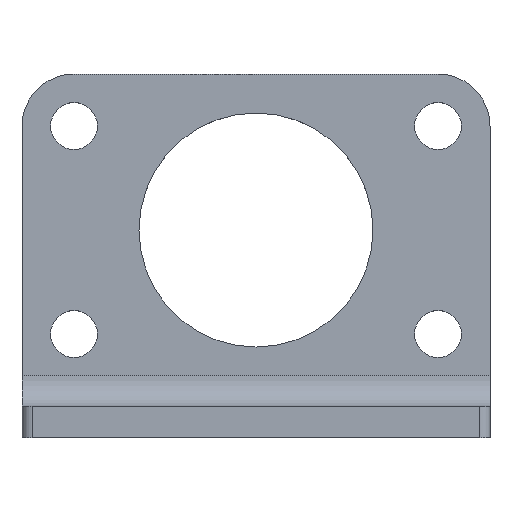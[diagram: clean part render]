
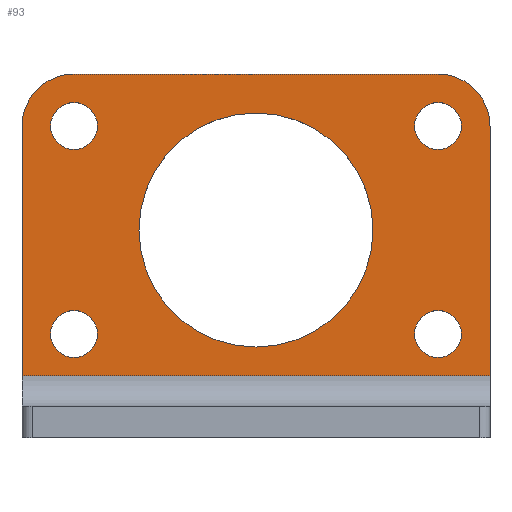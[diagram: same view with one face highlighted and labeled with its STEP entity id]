
A CAD part, top view. The second image highlights one B-rep face of the part: STEP entity #93.
In plain terms, the highlighted planar face has unit normal (0, 0, 1).
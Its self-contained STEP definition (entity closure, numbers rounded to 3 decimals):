
#93=ADVANCED_FACE('',(#142,#143,#144,#145,#146,#147),#148,.T.);
#142=FACE_BOUND('',#212,.T.);
#143=FACE_BOUND('',#213,.T.);
#144=FACE_BOUND('',#214,.T.);
#145=FACE_BOUND('',#215,.T.);
#146=FACE_BOUND('',#216,.T.);
#147=FACE_OUTER_BOUND('',#217,.T.);
#148=PLANE('',#218);
#212=EDGE_LOOP('',(#380,#381));
#213=EDGE_LOOP('',(#382,#383));
#214=EDGE_LOOP('',(#384,#385));
#215=EDGE_LOOP('',(#386,#387));
#216=EDGE_LOOP('',(#388,#389));
#217=EDGE_LOOP('',(#390,#391,#392,#393,#394,#395));
#218=AXIS2_PLACEMENT_3D('',#396,#397,#398);
#380=ORIENTED_EDGE('',*,*,#501,.T.);
#381=ORIENTED_EDGE('',*,*,#517,.T.);
#382=ORIENTED_EDGE('',*,*,#497,.T.);
#383=ORIENTED_EDGE('',*,*,#519,.T.);
#384=ORIENTED_EDGE('',*,*,#493,.T.);
#385=ORIENTED_EDGE('',*,*,#521,.T.);
#386=ORIENTED_EDGE('',*,*,#489,.T.);
#387=ORIENTED_EDGE('',*,*,#523,.T.);
#388=ORIENTED_EDGE('',*,*,#485,.T.);
#389=ORIENTED_EDGE('',*,*,#525,.T.);
#390=ORIENTED_EDGE('',*,*,#544,.T.);
#391=ORIENTED_EDGE('',*,*,#545,.T.);
#392=ORIENTED_EDGE('',*,*,#546,.T.);
#393=ORIENTED_EDGE('',*,*,#547,.T.);
#394=ORIENTED_EDGE('',*,*,#548,.F.);
#395=ORIENTED_EDGE('',*,*,#542,.T.);
#396=CARTESIAN_POINT('',(45.0,41.0,6.0));
#397=DIRECTION('',(0.,-0.0,1.0));
#398=DIRECTION('',(0.0,1.0,0.0));
#485=EDGE_CURVE('',#565,#562,#566,.T.);
#489=EDGE_CURVE('',#573,#570,#574,.T.);
#493=EDGE_CURVE('',#581,#578,#582,.T.);
#497=EDGE_CURVE('',#589,#586,#590,.T.);
#501=EDGE_CURVE('',#597,#594,#598,.T.);
#517=EDGE_CURVE('',#594,#597,#623,.T.);
#519=EDGE_CURVE('',#586,#589,#625,.T.);
#521=EDGE_CURVE('',#578,#581,#627,.T.);
#523=EDGE_CURVE('',#570,#573,#629,.T.);
#525=EDGE_CURVE('',#562,#565,#631,.T.);
#542=EDGE_CURVE('',#662,#660,#663,.T.);
#544=EDGE_CURVE('',#660,#665,#666,.T.);
#545=EDGE_CURVE('',#665,#667,#668,.T.);
#546=EDGE_CURVE('',#667,#669,#670,.T.);
#547=EDGE_CURVE('',#669,#671,#672,.T.);
#548=EDGE_CURVE('',#662,#671,#673,.T.);
#562=VERTEX_POINT('',#692);
#565=VERTEX_POINT('',#696);
#566=CIRCLE('',#697,22.5);
#570=VERTEX_POINT('',#702);
#573=VERTEX_POINT('',#706);
#574=CIRCLE('',#707,4.5);
#578=VERTEX_POINT('',#712);
#581=VERTEX_POINT('',#716);
#582=CIRCLE('',#717,4.5);
#586=VERTEX_POINT('',#722);
#589=VERTEX_POINT('',#726);
#590=CIRCLE('',#727,4.5);
#594=VERTEX_POINT('',#732);
#597=VERTEX_POINT('',#736);
#598=CIRCLE('',#737,4.5);
#623=CIRCLE('',#767,4.5);
#625=CIRCLE('',#769,4.5);
#627=CIRCLE('',#771,4.5);
#629=CIRCLE('',#773,4.5);
#631=CIRCLE('',#775,22.5);
#660=VERTEX_POINT('',#814);
#662=VERTEX_POINT('',#817);
#663=LINE('',#818,#819);
#665=VERTEX_POINT('',#821);
#666=CIRCLE('',#822,10.0);
#667=VERTEX_POINT('',#823);
#668=LINE('',#824,#825);
#669=VERTEX_POINT('',#826);
#670=CIRCLE('',#827,10.0);
#671=VERTEX_POINT('',#828);
#672=LINE('',#829,#830);
#673=LINE('',#831,#832);
#692=CARTESIAN_POINT('',(22.5,40.0,6.0));
#696=CARTESIAN_POINT('',(-22.5,40.0,6.0));
#697=AXIS2_PLACEMENT_3D('',#861,#862,#863);
#702=CARTESIAN_POINT('',(-30.5,20.0,6.0));
#706=CARTESIAN_POINT('',(-39.5,20.0,6.0));
#707=AXIS2_PLACEMENT_3D('',#869,#870,#871);
#712=CARTESIAN_POINT('',(-30.5,60.0,6.0));
#716=CARTESIAN_POINT('',(-39.5,60.0,6.0));
#717=AXIS2_PLACEMENT_3D('',#877,#878,#879);
#722=CARTESIAN_POINT('',(39.5,20.0,6.0));
#726=CARTESIAN_POINT('',(30.5,20.0,6.0));
#727=AXIS2_PLACEMENT_3D('',#885,#886,#887);
#732=CARTESIAN_POINT('',(39.5,60.0,6.0));
#736=CARTESIAN_POINT('',(30.5,60.0,6.0));
#737=AXIS2_PLACEMENT_3D('',#893,#894,#895);
#767=AXIS2_PLACEMENT_3D('',#931,#932,#933);
#769=AXIS2_PLACEMENT_3D('',#937,#938,#939);
#771=AXIS2_PLACEMENT_3D('',#943,#944,#945);
#773=AXIS2_PLACEMENT_3D('',#949,#950,#951);
#775=AXIS2_PLACEMENT_3D('',#955,#956,#957);
#814=CARTESIAN_POINT('',(45.0,60.0,6.0));
#817=CARTESIAN_POINT('',(45.0,12.0,6.0));
#818=CARTESIAN_POINT('',(45.0,35.5,6.0));
#819=VECTOR('',#984,1.0);
#821=CARTESIAN_POINT('',(35.0,70.0,6.0));
#822=AXIS2_PLACEMENT_3D('',#988,#989,#990);
#823=CARTESIAN_POINT('',(-35.0,70.0,6.0));
#824=CARTESIAN_POINT('',(22.5,70.0,6.0));
#825=VECTOR('',#991,1.0);
#826=CARTESIAN_POINT('',(-45.0,60.0,6.0));
#827=AXIS2_PLACEMENT_3D('',#992,#993,#994);
#828=CARTESIAN_POINT('',(-45.0,12.0,6.0));
#829=CARTESIAN_POINT('',(-45.0,35.5,6.0));
#830=VECTOR('',#995,1.0);
#831=CARTESIAN_POINT('',(45.0,12.0,6.0));
#832=VECTOR('',#996,1.0);
#861=CARTESIAN_POINT('',(0.0,40.0,6.0));
#862=DIRECTION('',(0.,-0.0,-1.0));
#863=DIRECTION('',(1.0,0.0,0.));
#869=CARTESIAN_POINT('',(-35.0,20.0,6.0));
#870=DIRECTION('',(0.,-0.0,-1.0));
#871=DIRECTION('',(1.0,0.0,0.));
#877=CARTESIAN_POINT('',(-35.0,60.0,6.0));
#878=DIRECTION('',(0.,-0.0,-1.0));
#879=DIRECTION('',(1.0,0.0,0.));
#885=CARTESIAN_POINT('',(35.0,20.0,6.0));
#886=DIRECTION('',(0.,-0.0,-1.0));
#887=DIRECTION('',(1.0,0.0,0.));
#893=CARTESIAN_POINT('',(35.0,60.0,6.0));
#894=DIRECTION('',(0.,-0.0,-1.0));
#895=DIRECTION('',(1.0,0.0,0.));
#931=CARTESIAN_POINT('',(35.0,60.0,6.0));
#932=DIRECTION('',(0.,-0.0,-1.0));
#933=DIRECTION('',(1.0,0.0,0.));
#937=CARTESIAN_POINT('',(35.0,20.0,6.0));
#938=DIRECTION('',(0.,-0.0,-1.0));
#939=DIRECTION('',(1.0,0.0,0.));
#943=CARTESIAN_POINT('',(-35.0,60.0,6.0));
#944=DIRECTION('',(0.,-0.0,-1.0));
#945=DIRECTION('',(1.0,0.0,0.));
#949=CARTESIAN_POINT('',(-35.0,20.0,6.0));
#950=DIRECTION('',(0.,-0.0,-1.0));
#951=DIRECTION('',(1.0,0.0,0.));
#955=CARTESIAN_POINT('',(0.0,40.0,6.0));
#956=DIRECTION('',(0.,-0.0,-1.0));
#957=DIRECTION('',(1.0,0.0,0.));
#984=DIRECTION('',(-0.0,1.0,0.0));
#988=CARTESIAN_POINT('',(35.0,60.0,6.0));
#989=DIRECTION('',(0.,0.0,1.0));
#990=DIRECTION('',(1.0,0.0,0.));
#991=DIRECTION('',(-1.0,0.0,0.));
#992=CARTESIAN_POINT('',(-35.0,60.0,6.0));
#993=DIRECTION('',(0.,0.0,1.0));
#994=DIRECTION('',(1.0,0.0,0.));
#995=DIRECTION('',(0.0,-1.0,0.0));
#996=DIRECTION('',(-1.0,0.0,0.));
